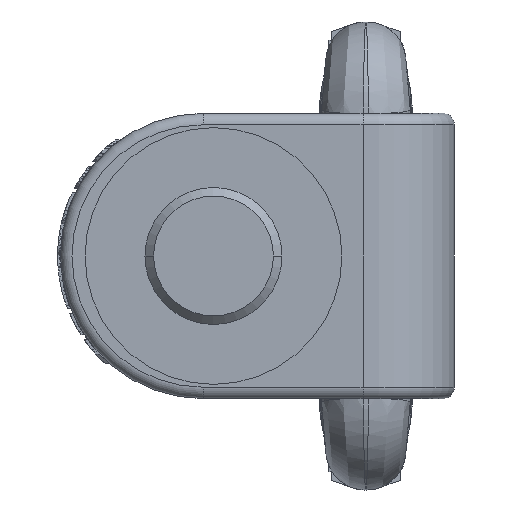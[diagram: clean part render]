
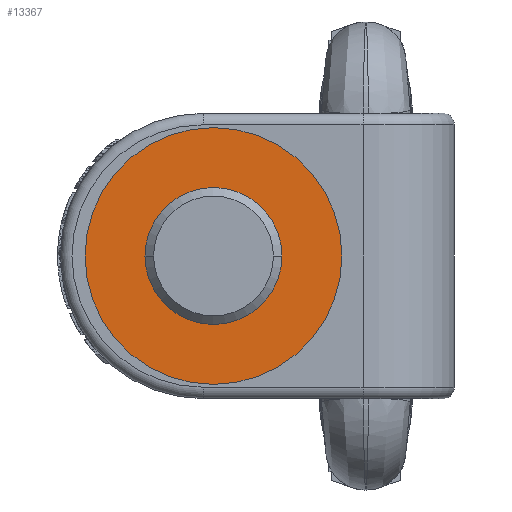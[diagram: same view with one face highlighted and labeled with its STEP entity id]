
A CAD part, front view. The second image highlights one B-rep face of the part: STEP entity #13367.
In plain terms, the highlighted planar face has unit normal (0, -1, 0).
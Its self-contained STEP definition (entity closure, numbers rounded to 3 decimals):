
#5311=CARTESIAN_POINT('',(-44.2,-5.4,0.));
#5312=DIRECTION('',(0.,1.,0.));
#5313=DIRECTION('',(1.,0.,0.));
#5314=AXIS2_PLACEMENT_3D('',#5311,#5312,#5313);
#5316=CARTESIAN_POINT('',(-44.2,-5.4,0.));
#5317=DIRECTION('',(0.,-1.,0.));
#5318=DIRECTION('',(1.,0.,0.));
#5319=AXIS2_PLACEMENT_3D('',#5316,#5317,#5318);
#5321=CARTESIAN_POINT('',(-44.2,-5.4,0.));
#5322=DIRECTION('',(0.,-1.,0.));
#5323=DIRECTION('',(1.,0.,0.));
#5324=AXIS2_PLACEMENT_3D('',#5321,#5322,#5323);
#5334=CARTESIAN_POINT('',(-44.2,-5.4,0.));
#5335=DIRECTION('',(0.,1.,0.));
#5336=DIRECTION('',(1.,0.,0.));
#5337=AXIS2_PLACEMENT_3D('',#5334,#5335,#5336);
#5419=CARTESIAN_POINT('',(-21.7,-5.4,0.));
#5421=VERTEX_POINT('',#5419);
#5427=CARTESIAN_POINT('',(-66.7,-5.4,0.));
#5429=VERTEX_POINT('',#5427);
#5439=CARTESIAN_POINT('',(-32.2,-5.4,0.));
#5440=CARTESIAN_POINT('',(-56.2,-5.4,0.));
#5441=VERTEX_POINT('',#5439);
#5442=VERTEX_POINT('',#5440);
#13352=CARTESIAN_POINT('',(-44.2,-5.4,0.));
#13353=DIRECTION('',(0.,-1.,0.));
#13354=DIRECTION('',(-1.,0.,0.));
#13355=AXIS2_PLACEMENT_3D('',#13352,#13353,#13354);
#13356=PLANE('',#13355);
#13358=ORIENTED_EDGE('',*,*,#13357,.F.);
#13360=ORIENTED_EDGE('',*,*,#13359,.T.);
#13361=EDGE_LOOP('',(#13358,#13360));
#13362=FACE_OUTER_BOUND('',#13361,.F.);
#13363=ORIENTED_EDGE('',*,*,#13344,.F.);
#13364=ORIENTED_EDGE('',*,*,#13311,.T.);
#13365=EDGE_LOOP('',(#13363,#13364));
#13366=FACE_BOUND('',#13365,.F.);
#13367=ADVANCED_FACE('',(#13362,#13366),#13356,.T.);
#5315=CIRCLE('',#5314,12.);
#5320=CIRCLE('',#5319,12.);
#5325=CIRCLE('',#5324,22.5);
#5338=CIRCLE('',#5337,22.5);
#13311=EDGE_CURVE('',#5441,#5442,#5320,.T.);
#13344=EDGE_CURVE('',#5441,#5442,#5315,.T.);
#13357=EDGE_CURVE('',#5421,#5429,#5325,.T.);
#13359=EDGE_CURVE('',#5421,#5429,#5338,.T.);
